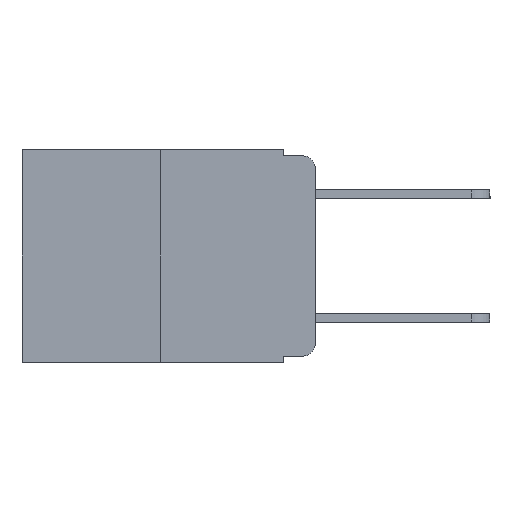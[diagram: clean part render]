
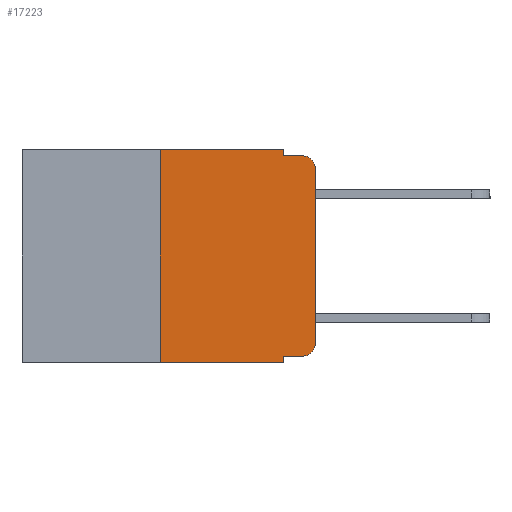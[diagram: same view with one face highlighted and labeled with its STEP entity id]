
A CAD part, left-side view. The second image highlights one B-rep face of the part: STEP entity #17223.
In plain terms, the highlighted planar face has unit normal (-1, 0, 0).
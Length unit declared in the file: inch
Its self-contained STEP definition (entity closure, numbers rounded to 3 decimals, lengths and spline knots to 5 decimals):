
#222 = CARTESIAN_POINT ( 'NONE',  ( 0., 0.051, 0. ) ) ;
#387 = DIRECTION ( 'NONE',  ( -1., 0., 0. ) ) ;
#674 = CARTESIAN_POINT ( 'NONE',  ( 0., 0.051, 0. ) ) ;
#1117 = VECTOR ( 'NONE', #21454, 39.37008 ) ;
#1561 = DIRECTION ( 'NONE',  ( 0., -1., 0. ) ) ;
#1568 = CARTESIAN_POINT ( 'NONE',  ( 0., 0.02, -0.333 ) ) ;
#1759 = AXIS2_PLACEMENT_3D ( 'NONE', #15259, #5259, #16884 ) ;
#1859 = AXIS2_PLACEMENT_3D ( 'NONE', #20763, #7040, #6984 ) ;
#2062 = DIRECTION ( 'NONE',  ( 0., -1., 0. ) ) ;
#2101 = ORIENTED_EDGE ( 'NONE', *, *, #6939, .T. ) ;
#2187 = VECTOR ( 'NONE', #8630, 39.37008 ) ;
#2438 = DIRECTION ( 'NONE',  ( 0., -1., 0. ) ) ;
#2449 = VERTEX_POINT ( 'NONE', #8585 ) ;
#2597 = EDGE_CURVE ( 'NONE', #14386, #17304, #19058, .T. ) ;
#2831 = ORIENTED_EDGE ( 'NONE', *, *, #9257, .F. ) ;
#4717 = VERTEX_POINT ( 'NONE', #17086 ) ;
#5158 = VERTEX_POINT ( 'NONE', #15182 ) ;
#5259 = DIRECTION ( 'NONE',  ( 1., 0., 0. ) ) ;
#5292 = EDGE_CURVE ( 'NONE', #17304, #16873, #9647, .T. ) ;
#5445 = DIRECTION ( 'NONE',  ( 0., -1., 0. ) ) ;
#6098 = VERTEX_POINT ( 'NONE', #19767 ) ;
#6939 = EDGE_CURVE ( 'NONE', #9069, #17748, #8006, .T. ) ;
#6984 = DIRECTION ( 'NONE',  ( 0., 0., -1. ) ) ;
#7040 = DIRECTION ( 'NONE',  ( -1., 0., 0. ) ) ;
#7151 = LINE ( 'NONE', #222, #2187 ) ;
#8006 = LINE ( 'NONE', #15726, #11406 ) ;
#8585 = CARTESIAN_POINT ( 'NONE',  ( 0., 0.25, -0.343 ) ) ;
#8630 = DIRECTION ( 'NONE',  ( 0., 0., -1. ) ) ;
#9016 = CARTESIAN_POINT ( 'NONE',  ( 0., 0., -0.313 ) ) ;
#9037 = EDGE_CURVE ( 'NONE', #21268, #4717, #17805, .T. ) ;
#9069 = VERTEX_POINT ( 'NONE', #11504 ) ;
#9257 = EDGE_CURVE ( 'NONE', #6098, #21268, #18584, .T. ) ;
#9282 = EDGE_CURVE ( 'NONE', #2449, #5158, #9743, .T. ) ;
#9399 = LINE ( 'NONE', #9884, #17724 ) ;
#9407 = CARTESIAN_POINT ( 'NONE',  ( 0., 0.02, -0.01 ) ) ;
#9418 = ORIENTED_EDGE ( 'NONE', *, *, #16574, .F. ) ;
#9463 = EDGE_CURVE ( 'NONE', #2449, #6098, #11333, .T. ) ;
#9647 = CIRCLE ( 'NONE', #1859, 0.02 ) ;
#9743 = LINE ( 'NONE', #17079, #19067 ) ;
#9823 = CARTESIAN_POINT ( 'NONE',  ( 0., 0.051, 0. ) ) ;
#9884 = CARTESIAN_POINT ( 'NONE',  ( 0., 0.051, -0.01 ) ) ;
#10389 = CARTESIAN_POINT ( 'NONE',  ( 0., 0.02, -0.313 ) ) ;
#10410 = CARTESIAN_POINT ( 'NONE',  ( 0., 0., -0.03 ) ) ;
#11062 = DIRECTION ( 'NONE',  ( 0., 0., 1. ) ) ;
#11333 = LINE ( 'NONE', #14245, #19094 ) ;
#11406 = VECTOR ( 'NONE', #2438, 39.37008 ) ;
#11504 = CARTESIAN_POINT ( 'NONE',  ( 0., 0.051, -0.333 ) ) ;
#11624 = ORIENTED_EDGE ( 'NONE', *, *, #2597, .T. ) ;
#12066 = DIRECTION ( 'NONE',  ( 0., 0., -1. ) ) ;
#12384 = EDGE_CURVE ( 'NONE', #4717, #16873, #9399, .T. ) ;
#12929 = EDGE_CURVE ( 'NONE', #17748, #14386, #20528, .T. ) ;
#14230 = ORIENTED_EDGE ( 'NONE', *, *, #12384, .F. ) ;
#14245 = CARTESIAN_POINT ( 'NONE',  ( 0., 0.25, 0. ) ) ;
#14386 = VERTEX_POINT ( 'NONE', #9016 ) ;
#14700 = VECTOR ( 'NONE', #11062, 39.37008 ) ;
#14881 = ORIENTED_EDGE ( 'NONE', *, *, #9463, .F. ) ;
#14999 = EDGE_LOOP ( 'NONE', ( #11624, #17075, #14230, #20694, #2831, #14881, #15652, #9418, #2101, #15933 ) ) ;
#15182 = CARTESIAN_POINT ( 'NONE',  ( 0., 0.051, -0.343 ) ) ;
#15259 = CARTESIAN_POINT ( 'NONE',  ( 0., 0.473, 0. ) ) ;
#15652 = ORIENTED_EDGE ( 'NONE', *, *, #9282, .T. ) ;
#15726 = CARTESIAN_POINT ( 'NONE',  ( 0., 0.051, -0.333 ) ) ;
#15933 = ORIENTED_EDGE ( 'NONE', *, *, #12929, .T. ) ;
#16574 = EDGE_CURVE ( 'NONE', #9069, #5158, #7151, .T. ) ;
#16873 = VERTEX_POINT ( 'NONE', #9407 ) ;
#16884 = DIRECTION ( 'NONE',  ( 0., 0., -1. ) ) ;
#17075 = ORIENTED_EDGE ( 'NONE', *, *, #5292, .T. ) ;
#17079 = CARTESIAN_POINT ( 'NONE',  ( 0., 0.473, -0.343 ) ) ;
#17086 = CARTESIAN_POINT ( 'NONE',  ( 0., 0.051, -0.01 ) ) ;
#17223 = ADVANCED_FACE ( 'NONE', ( #20639 ), #20152, .F. ) ;
#17304 = VERTEX_POINT ( 'NONE', #10410 ) ;
#17724 = VECTOR ( 'NONE', #1561, 39.37008 ) ;
#17748 = VERTEX_POINT ( 'NONE', #1568 ) ;
#17805 = LINE ( 'NONE', #9823, #1117 ) ;
#18066 = VECTOR ( 'NONE', #5445, 39.37008 ) ;
#18584 = LINE ( 'NONE', #20326, #18066 ) ;
#19058 = LINE ( 'NONE', #20487, #14700 ) ;
#19067 = VECTOR ( 'NONE', #2062, 39.37008 ) ;
#19094 = VECTOR ( 'NONE', #19142, 39.37008 ) ;
#19102 = AXIS2_PLACEMENT_3D ( 'NONE', #10389, #387, #12066 ) ;
#19142 = DIRECTION ( 'NONE',  ( 0., 0., 1. ) ) ;
#19767 = CARTESIAN_POINT ( 'NONE',  ( 0., 0.25, 0. ) ) ;
#20152 = PLANE ( 'NONE',  #1759 ) ;
#20326 = CARTESIAN_POINT ( 'NONE',  ( 0., 0.473, 0. ) ) ;
#20487 = CARTESIAN_POINT ( 'NONE',  ( 0., 0., 0. ) ) ;
#20528 = CIRCLE ( 'NONE', #19102, 0.02 ) ;
#20639 = FACE_OUTER_BOUND ( 'NONE', #14999, .T. ) ;
#20694 = ORIENTED_EDGE ( 'NONE', *, *, #9037, .F. ) ;
#20763 = CARTESIAN_POINT ( 'NONE',  ( 0., 0.02, -0.03 ) ) ;
#21268 = VERTEX_POINT ( 'NONE', #674 ) ;
#21454 = DIRECTION ( 'NONE',  ( 0., 0., -1. ) ) ;
